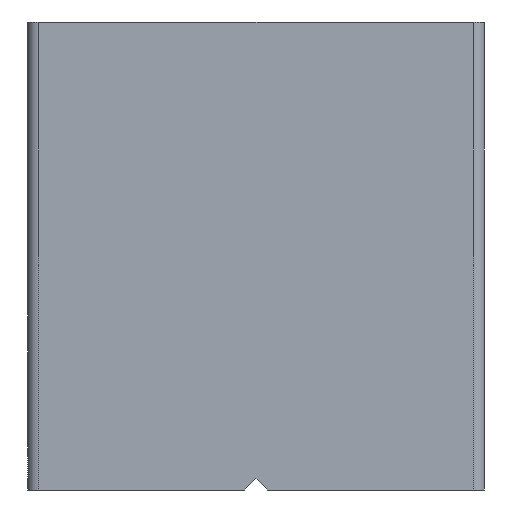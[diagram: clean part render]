
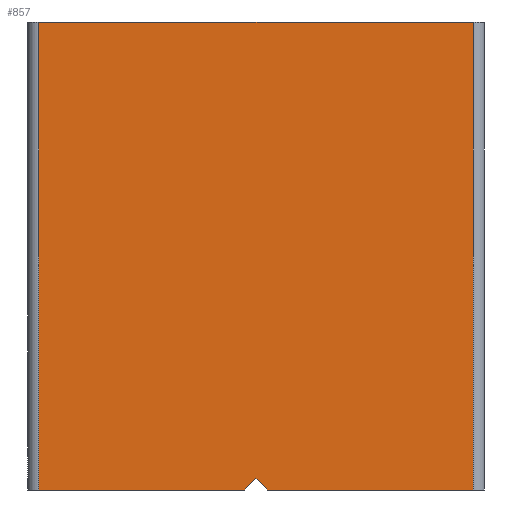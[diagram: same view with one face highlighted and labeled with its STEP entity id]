
A CAD part, left-side view. The second image highlights one B-rep face of the part: STEP entity #857.
In plain terms, the highlighted planar face has unit normal (-1, 0, 0).
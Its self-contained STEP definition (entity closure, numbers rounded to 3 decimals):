
#90=FACE_OUTER_BOUND('',#142,.T.);
#142=EDGE_LOOP('',(#628,#629,#630,#631,#632,#633,#634));
#203=LINE('',#1292,#294);
#208=LINE('',#1303,#299);
#210=LINE('',#1307,#301);
#212=LINE('',#1313,#303);
#220=LINE('',#1336,#311);
#221=LINE('',#1338,#312);
#222=LINE('',#1339,#313);
#294=VECTOR('',#1025,10.);
#299=VECTOR('',#1036,10.);
#301=VECTOR('',#1040,10.);
#303=VECTOR('',#1046,10.);
#311=VECTOR('',#1068,10.);
#312=VECTOR('',#1069,10.);
#313=VECTOR('',#1070,10.);
#381=VERTEX_POINT('',#1289);
#382=VERTEX_POINT('',#1291);
#385=VERTEX_POINT('',#1301);
#386=VERTEX_POINT('',#1305);
#388=VERTEX_POINT('',#1311);
#396=VERTEX_POINT('',#1335);
#397=VERTEX_POINT('',#1337);
#462=EDGE_CURVE('',#382,#381,#203,.T.);
#468=EDGE_CURVE('',#381,#385,#208,.T.);
#470=EDGE_CURVE('',#385,#386,#210,.T.);
#473=EDGE_CURVE('',#386,#388,#212,.T.);
#484=EDGE_CURVE('',#396,#388,#220,.T.);
#485=EDGE_CURVE('',#397,#396,#221,.T.);
#486=EDGE_CURVE('',#382,#397,#222,.T.);
#628=ORIENTED_EDGE('',*,*,#468,.T.);
#629=ORIENTED_EDGE('',*,*,#470,.T.);
#630=ORIENTED_EDGE('',*,*,#473,.T.);
#631=ORIENTED_EDGE('',*,*,#484,.F.);
#632=ORIENTED_EDGE('',*,*,#485,.F.);
#633=ORIENTED_EDGE('',*,*,#486,.F.);
#634=ORIENTED_EDGE('',*,*,#462,.T.);
#828=PLANE('',#927);
#857=ADVANCED_FACE('',(#90),#828,.T.);
#927=AXIS2_PLACEMENT_3D('',#1334,#1066,#1067);
#1025=DIRECTION('',(0.,-1.,0.));
#1036=DIRECTION('',(0.,-0.707,0.707));
#1040=DIRECTION('',(0.,-0.707,-0.707));
#1046=DIRECTION('',(0.,-1.,0.));
#1066=DIRECTION('center_axis',(-1.,0.,0.));
#1067=DIRECTION('ref_axis',(0.,-1.,0.));
#1068=DIRECTION('',(0.,0.,-1.));
#1069=DIRECTION('',(0.,-1.,0.));
#1070=DIRECTION('',(0.,0.,1.));
#1289=CARTESIAN_POINT('',(-72.,-17.5,0.));
#1291=CARTESIAN_POINT('',(-72.,1.,0.));
#1292=CARTESIAN_POINT('',(-72.,2.,0.));
#1301=CARTESIAN_POINT('',(-72.,-18.5,1.));
#1303=CARTESIAN_POINT('',(-72.,-13.125,-4.375));
#1305=CARTESIAN_POINT('',(-72.,-19.5,0.));
#1307=CARTESIAN_POINT('',(-72.,-14.125,5.375));
#1311=CARTESIAN_POINT('',(-72.,-38.,0.));
#1313=CARTESIAN_POINT('',(-72.,2.,0.));
#1334=CARTESIAN_POINT('Origin',(-72.,2.,0.));
#1335=CARTESIAN_POINT('',(-72.,-38.,42.));
#1336=CARTESIAN_POINT('',(-72.,-38.,0.));
#1337=CARTESIAN_POINT('',(-72.,1.,42.));
#1338=CARTESIAN_POINT('',(-72.,2.,42.));
#1339=CARTESIAN_POINT('',(-72.,1.,0.));
